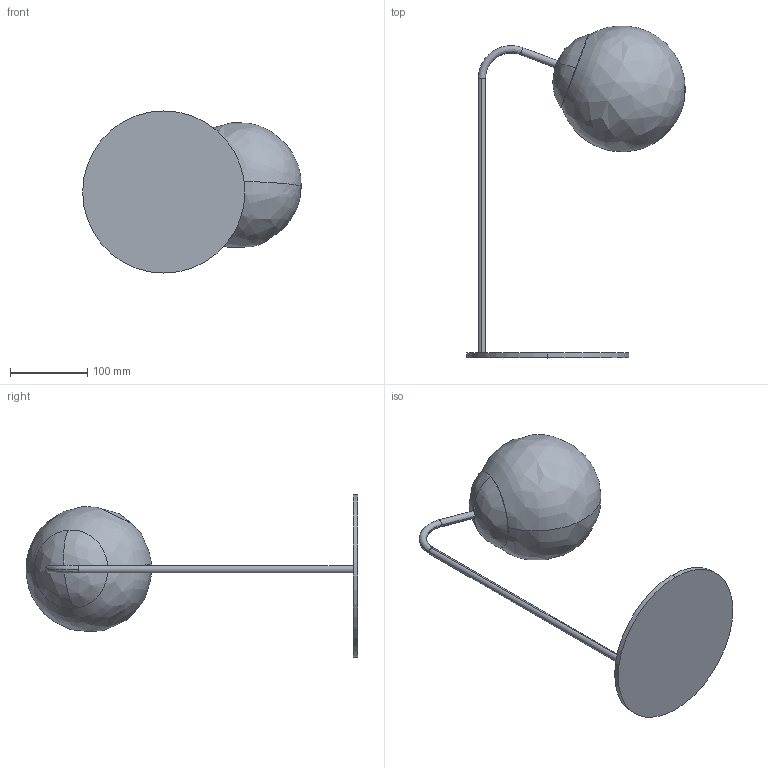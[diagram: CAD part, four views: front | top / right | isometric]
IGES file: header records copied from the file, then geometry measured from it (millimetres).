
Start section: SolidWorks IGES file using analytic representation for surfaces
Global section: file name: MODD - Modo Desk Lamp - 1 Globe.IGS; native system: SolidWorks 2015; preprocessor: SolidWorks 2015; author: Design; date: 190307.163010; units: millimetre
Bounding box: 282.43 x 428.8 x 209.55 mm (x, y, z)
Volume: 2582307.7 mm3; surface area: 173000.8 mm2
Topology: 1 solids, 1 shells, 16 faces, 42 edges, 25 vertices
Faces by surface type: revolution 8, bspline 6, plane 2
